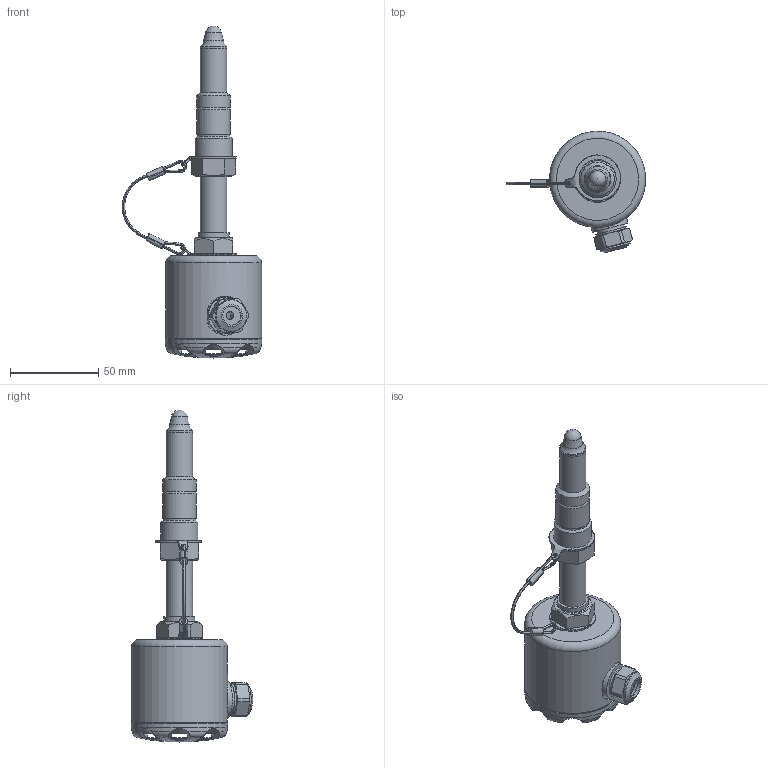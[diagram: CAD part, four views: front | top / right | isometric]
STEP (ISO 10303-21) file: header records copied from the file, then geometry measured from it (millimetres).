
FILE_DESCRIPTION( ( 'Unknown' ), '1' );
FILE_NAME( 'LFFS 2230.stp', 'Unknown', ( 'Unknown' ), ( 'Unknown' ), 'PSStep 15.0.49', 'Unknown', ' ' );
FILE_SCHEMA( ( 'AUTOMOTIVE_DESIGN { 1 0 10303 214 1 1 1 1 }' ) );
Length unit declared in the file: millimetre
Products named in the file (1): 2103-095_1
Bounding box: 78.91 x 68.74 x 188 mm (x, y, z)
Volume: 74441.2 mm3; surface area: 42301.3 mm2
Topology: 1 solids, 2 shells, 320 faces, 872 edges, 566 vertices
Faces by surface type: plane 117, cylinder 73, bspline 38, extrusion 35, cone 31, torus 24, sphere 2
Full cylindrical faces by diameter (mm): 4.5 x1, 8 x1, 10.5 x1, 10.82 x1, 11 x1, 12 x1, 12.1 x1, 13.5 x2, 13.8 x1, 14 x1, 15 x6, 15.5 x1, 16 x4, 17.5 x1, 17.76 x1, 17.86 x1, 18.6 x1, 19 x2, 20.5 x1, 20.8 x1, 21 x1, 43 x1, 43.8 x1, 45 x1, 45.4 x1, 48.2 x1, 52.2 x1, 54.5 x2
Entity records: 19510 total; most frequent: CARTESIAN_POINT 9942, ORIENTED_EDGE 1486, DIRECTION 1202, EDGE_CURVE 743, VERTEX_POINT 520, AXIS2_PLACEMENT_3D 481, EDGE_LOOP 448, FACE_OUTER_BOUND 367
